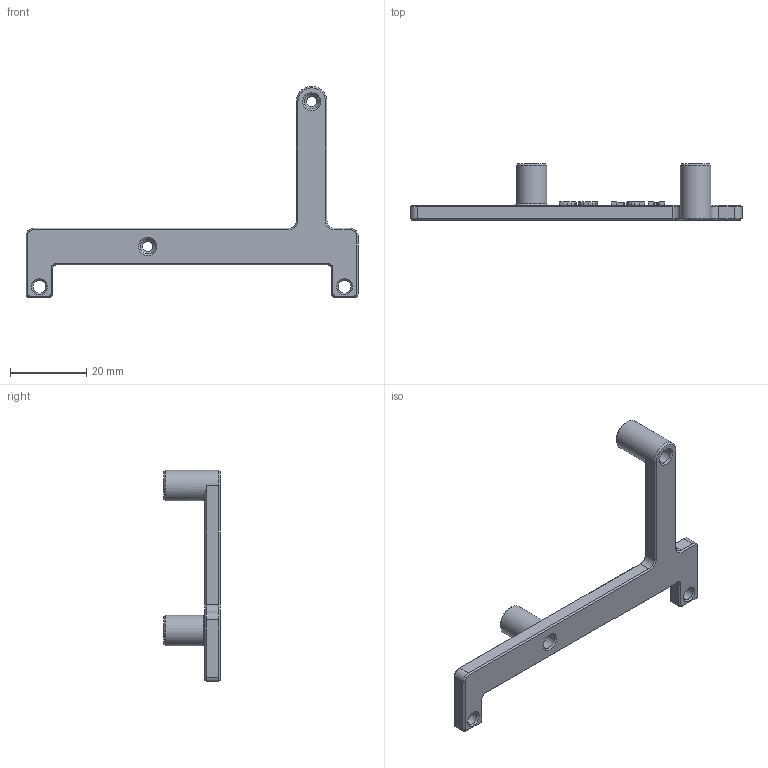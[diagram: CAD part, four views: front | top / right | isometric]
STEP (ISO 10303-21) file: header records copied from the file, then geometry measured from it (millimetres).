
FILE_DESCRIPTION(/* description */ (''),/* implementation_level */ '2;1');
FILE_NAME(/* name */ 'B-S6_Blower_Mount-F.stp',/* time_stamp */ '2020-12-19T15:08:42-08:00',/* author */ (''),/* organization */ (''),/* preprocessor_version */ 'ST-DEVELOPER v18.1',/* originating_system */ 'Autodesk Translation Framework v9.7.0.1280',/* authorisation */ '');
FILE_SCHEMA (('AUTOMOTIVE_DESIGN { 1 0 10303 214 3 1 1 }'));
Length unit declared in the file: millimetre
Products named in the file (1): FusionComponent
Bounding box: 87.06 x 14.8 x 55.4 mm (x, y, z)
Volume: 5725.1 mm3; surface area: 4469 mm2
Topology: 1 solids, 1 shells, 232 faces, 607 edges, 386 vertices
Faces by surface type: bspline 103, plane 76, cone 35, cylinder 18
Full cylindrical faces by diameter (mm): 2.7 x2, 3.4 x2, 4 x2, 8 x2
Entity records: 8065 total; most frequent: CARTESIAN_POINT 2981, ORIENTED_EDGE 1214, DIRECTION 737, EDGE_CURVE 607, VERTEX_POINT 386, LINE 321, VECTOR 321, EDGE_LOOP 249
